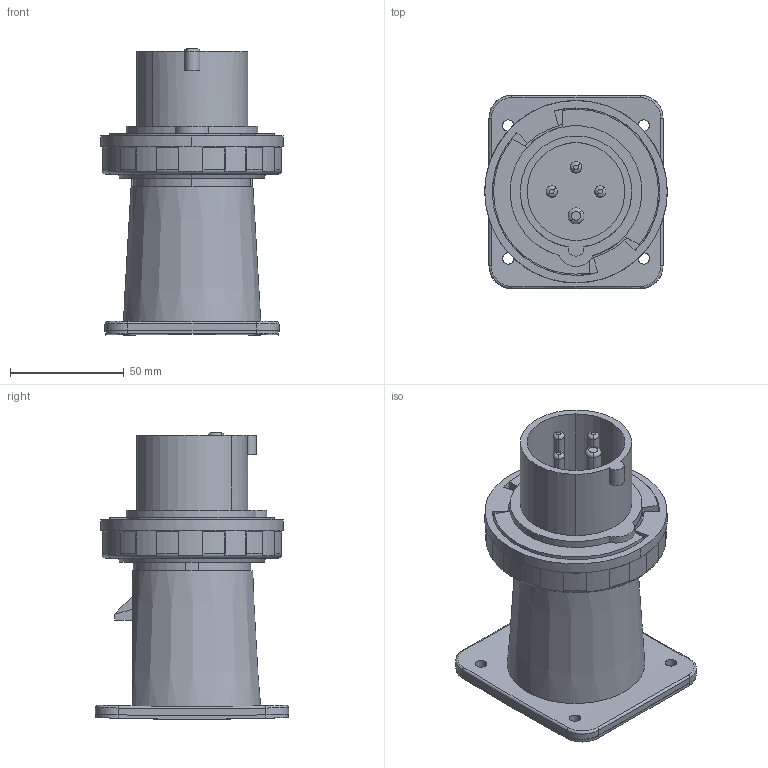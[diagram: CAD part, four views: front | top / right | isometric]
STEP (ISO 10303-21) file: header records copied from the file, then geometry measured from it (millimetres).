
FILE_DESCRIPTION((''),'2;1');
FILE_NAME('GW60230_ASM','2021-09-29T13:20:47',('User'),('Axiro Italia'),'CREO PARAMETRIC BY PTC INC, 2020354','CREO PARAMETRIC BY PTC INC, 2020354','');
FILE_SCHEMA(('CONFIG_CONTROL_DESIGN'));
Length unit declared in the file: millimetre
Products named in the file (4): GW60230_COMPONENTE_A_OR; GW60230_COMPONENTE_B_OR; GW60230_COMPONENTE_C_OR; GW60230_ASM
Assembly tree (3 placements, depth 2):
  GW60230_ASM
    GW60230_COMPONENTE_A_OR
    GW60230_COMPONENTE_B_OR
    GW60230_COMPONENTE_C_OR
Bounding box: 80.19 x 85 x 125.99 mm (x, y, z)
Volume: 127748.5 mm3; surface area: 82735.1 mm2
Topology: 3 solids, 4 shells, 312 faces, 788 edges, 502 vertices
Faces by surface type: plane 138, cylinder 127, bspline 21, cone 18, torus 8
Entity records: 11258 total; most frequent: CARTESIAN_POINT 3483, DIRECTION 1678, ORIENTED_EDGE 1576, EDGE_CURVE 788, AXIS2_PLACEMENT_3D 656, VERTEX_POINT 502, VECTOR 366, LINE 366
